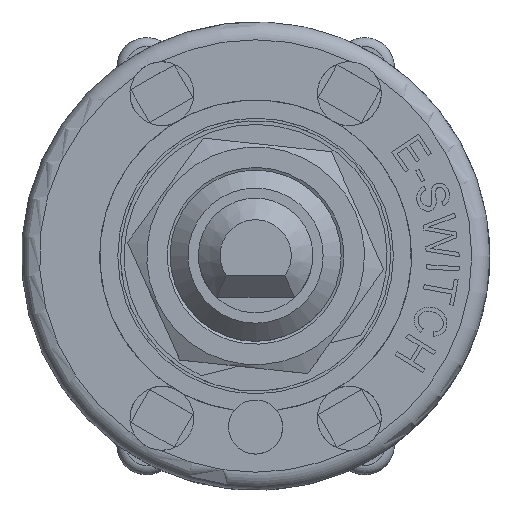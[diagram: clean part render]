
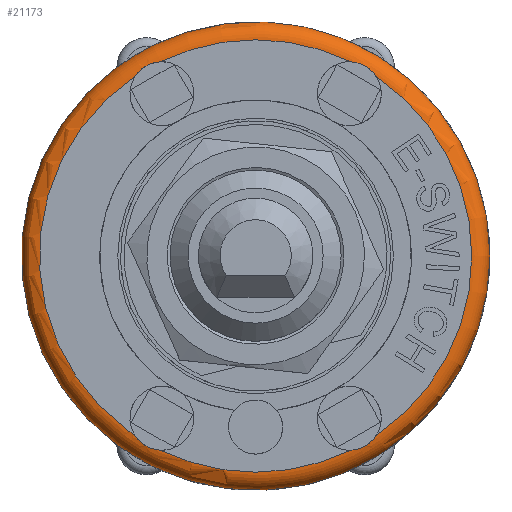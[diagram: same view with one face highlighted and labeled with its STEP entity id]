
A CAD part, top view. The second image highlights one B-rep face of the part: STEP entity #21173.
In plain terms, the highlighted toroidal (fillet/blend) face has major radius 12 mm and minor radius 1 mm.
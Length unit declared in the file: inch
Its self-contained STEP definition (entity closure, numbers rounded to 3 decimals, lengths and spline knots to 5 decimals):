
#20523=CARTESIAN_POINT('',(0.51181,0.0,0.37402));
#20524=VERTEX_POINT('',#20523);
#20525=CARTESIAN_POINT('',(0.0,0.0,0.37402));
#20526=DIRECTION('',(0.0,0.0,1.0));
#20527=DIRECTION('',(-1.0,0.0,0.0));
#20528=AXIS2_PLACEMENT_3D('',#20525,#20526,#20527);
#20529=CIRCLE('',#20528,0.51181);
#20530=EDGE_CURVE('',#20524,#20524,#20529,.T.);
#20773=CARTESIAN_POINT('',(-0.26379,0.39194,0.41339));
#20774=VERTEX_POINT('',#20773);
#20783=CARTESIAN_POINT('',(-0.20753,0.42442,0.41339));
#20784=VERTEX_POINT('',#20783);
#20792=CARTESIAN_POINT('',(-0.26379,0.39194,0.41339));
#20793=CARTESIAN_POINT('',(-0.26063,0.39693,0.41339));
#20794=CARTESIAN_POINT('',(-0.25684,0.40153,0.41318));
#20795=CARTESIAN_POINT('',(-0.25019,0.40776,0.41294));
#20796=CARTESIAN_POINT('',(-0.24774,0.40975,0.41287));
#20797=CARTESIAN_POINT('',(-0.24411,0.41233,0.41281));
#20798=CARTESIAN_POINT('',(-0.24303,0.41306,0.41279));
#20799=CARTESIAN_POINT('',(-0.24115,0.41424,0.41278));
#20800=CARTESIAN_POINT('',(-0.24035,0.41472,0.41278));
#20801=CARTESIAN_POINT('',(-0.23874,0.41565,0.41278));
#20802=CARTESIAN_POINT('',(-0.23791,0.4161,0.41278));
#20803=CARTESIAN_POINT('',(-0.23586,0.41717,0.4128));
#20804=CARTESIAN_POINT('',(-0.23462,0.41777,0.41281));
#20805=CARTESIAN_POINT('',(-0.23029,0.41972,0.41288));
#20806=CARTESIAN_POINT('',(-0.22713,0.42087,0.41296));
#20807=CARTESIAN_POINT('',(-0.2184,0.42336,0.41321));
#20808=CARTESIAN_POINT('',(-0.2129,0.4242,0.41339));
#20809=CARTESIAN_POINT('',(-0.20753,0.42442,0.41339));
#20810=B_SPLINE_CURVE_WITH_KNOTS('',3,(#20792,#20793,#20794,#20795,#20796,#20797,#20798,#20799,#20800,#20801,#20802,#20803,#20804,#20805,#20806,#20807,#20808,#20809),.UNSPECIFIED.,.F.,.U.,(4,2,2,2,2,2,2,2,4),(-0.30321,-0.28459,-0.27477,-0.27072,-0.26786,-0.26495,-0.2607,-0.25033,-0.23279),.UNSPECIFIED.);
#20811=EDGE_CURVE('',#20774,#20784,#20810,.T.);
#20847=CARTESIAN_POINT('',(-0.26379,-0.39194,0.41339));
#20848=VERTEX_POINT('',#20847);
#20858=CARTESIAN_POINT('',(-0.20753,-0.42442,0.41339));
#20859=VERTEX_POINT('',#20858);
#20860=CARTESIAN_POINT('',(-0.20753,-0.42442,0.41339));
#20861=CARTESIAN_POINT('',(-0.21344,-0.42418,0.41339));
#20862=CARTESIAN_POINT('',(-0.21932,-0.42319,0.41318));
#20863=CARTESIAN_POINT('',(-0.22803,-0.42055,0.41294));
#20864=CARTESIAN_POINT('',(-0.23098,-0.41943,0.41287));
#20865=CARTESIAN_POINT('',(-0.23503,-0.41757,0.41281));
#20866=CARTESIAN_POINT('',(-0.2362,-0.417,0.41279));
#20867=CARTESIAN_POINT('',(-0.23817,-0.41596,0.41278));
#20868=CARTESIAN_POINT('',(-0.23898,-0.41551,0.41278));
#20869=CARTESIAN_POINT('',(-0.24059,-0.41458,0.41278));
#20870=CARTESIAN_POINT('',(-0.2414,-0.41409,0.41278));
#20871=CARTESIAN_POINT('',(-0.24335,-0.41285,0.4128));
#20872=CARTESIAN_POINT('',(-0.24449,-0.41207,0.41281));
#20873=CARTESIAN_POINT('',(-0.24834,-0.4093,0.41288));
#20874=CARTESIAN_POINT('',(-0.25092,-0.40713,0.41296));
#20875=CARTESIAN_POINT('',(-0.25744,-0.40082,0.41321));
#20876=CARTESIAN_POINT('',(-0.26092,-0.39648,0.41339));
#20877=CARTESIAN_POINT('',(-0.26379,-0.39194,0.41339));
#20878=B_SPLINE_CURVE_WITH_KNOTS('',3,(#20860,#20861,#20862,#20863,#20864,#20865,#20866,#20867,#20868,#20869,#20870,#20871,#20872,#20873,#20874,#20875,#20876,#20877),.UNSPECIFIED.,.F.,.U.,(4,2,2,2,2,2,2,2,4),(-0.30321,-0.28459,-0.27477,-0.27072,-0.26786,-0.26495,-0.2607,-0.25033,-0.23279),.UNSPECIFIED.);
#20879=EDGE_CURVE('',#20859,#20848,#20878,.T.);
#20947=CARTESIAN_POINT('',(0.20753,-0.42442,0.41339));
#20948=VERTEX_POINT('',#20947);
#20958=CARTESIAN_POINT('',(0.26379,-0.39194,0.41339));
#20959=VERTEX_POINT('',#20958);
#20960=CARTESIAN_POINT('',(0.26379,-0.39194,0.41339));
#20961=CARTESIAN_POINT('',(0.26063,-0.39693,0.41339));
#20962=CARTESIAN_POINT('',(0.25684,-0.40153,0.41318));
#20963=CARTESIAN_POINT('',(0.25019,-0.40776,0.41294));
#20964=CARTESIAN_POINT('',(0.24774,-0.40975,0.41287));
#20965=CARTESIAN_POINT('',(0.24411,-0.41233,0.41281));
#20966=CARTESIAN_POINT('',(0.24303,-0.41306,0.41279));
#20967=CARTESIAN_POINT('',(0.24115,-0.41424,0.41278));
#20968=CARTESIAN_POINT('',(0.24035,-0.41472,0.41278));
#20969=CARTESIAN_POINT('',(0.23874,-0.41565,0.41278));
#20970=CARTESIAN_POINT('',(0.23791,-0.4161,0.41278));
#20971=CARTESIAN_POINT('',(0.23586,-0.41717,0.4128));
#20972=CARTESIAN_POINT('',(0.23462,-0.41777,0.41281));
#20973=CARTESIAN_POINT('',(0.23029,-0.41972,0.41288));
#20974=CARTESIAN_POINT('',(0.22713,-0.42087,0.41296));
#20975=CARTESIAN_POINT('',(0.2184,-0.42336,0.41321));
#20976=CARTESIAN_POINT('',(0.2129,-0.4242,0.41339));
#20977=CARTESIAN_POINT('',(0.20753,-0.42442,0.41339));
#20978=B_SPLINE_CURVE_WITH_KNOTS('',3,(#20960,#20961,#20962,#20963,#20964,#20965,#20966,#20967,#20968,#20969,#20970,#20971,#20972,#20973,#20974,#20975,#20976,#20977),.UNSPECIFIED.,.F.,.U.,(4,2,2,2,2,2,2,2,4),(-0.30321,-0.28459,-0.27477,-0.27072,-0.26786,-0.26495,-0.2607,-0.25033,-0.23279),.UNSPECIFIED.);
#20979=EDGE_CURVE('',#20959,#20948,#20978,.T.);
#21073=CARTESIAN_POINT('',(0.20753,0.42442,0.41339));
#21074=VERTEX_POINT('',#21073);
#21083=CARTESIAN_POINT('',(0.26379,0.39194,0.41339));
#21084=VERTEX_POINT('',#21083);
#21092=CARTESIAN_POINT('',(0.20753,0.42442,0.41339));
#21093=CARTESIAN_POINT('',(0.21344,0.42418,0.41339));
#21094=CARTESIAN_POINT('',(0.21932,0.42319,0.41318));
#21095=CARTESIAN_POINT('',(0.22803,0.42055,0.41294));
#21096=CARTESIAN_POINT('',(0.23098,0.41943,0.41287));
#21097=CARTESIAN_POINT('',(0.23503,0.41757,0.41281));
#21098=CARTESIAN_POINT('',(0.2362,0.417,0.41279));
#21099=CARTESIAN_POINT('',(0.23817,0.41596,0.41278));
#21100=CARTESIAN_POINT('',(0.23898,0.41551,0.41278));
#21101=CARTESIAN_POINT('',(0.24059,0.41458,0.41278));
#21102=CARTESIAN_POINT('',(0.2414,0.41409,0.41278));
#21103=CARTESIAN_POINT('',(0.24335,0.41285,0.4128));
#21104=CARTESIAN_POINT('',(0.24449,0.41207,0.41281));
#21105=CARTESIAN_POINT('',(0.24834,0.4093,0.41288));
#21106=CARTESIAN_POINT('',(0.25092,0.40713,0.41296));
#21107=CARTESIAN_POINT('',(0.25744,0.40082,0.41321));
#21108=CARTESIAN_POINT('',(0.26092,0.39648,0.41339));
#21109=CARTESIAN_POINT('',(0.26379,0.39194,0.41339));
#21110=B_SPLINE_CURVE_WITH_KNOTS('',3,(#21092,#21093,#21094,#21095,#21096,#21097,#21098,#21099,#21100,#21101,#21102,#21103,#21104,#21105,#21106,#21107,#21108,#21109),.UNSPECIFIED.,.F.,.U.,(4,2,2,2,2,2,2,2,4),(-0.30321,-0.28459,-0.27477,-0.27072,-0.26786,-0.26495,-0.2607,-0.25033,-0.23279),.UNSPECIFIED.);
#21111=EDGE_CURVE('',#21074,#21084,#21110,.T.);
#21131=CARTESIAN_POINT('',(0.0,0.0,0.37402));
#21132=DIRECTION('',(0.0,0.0,-1.0));
#21133=DIRECTION('',(-1.0,0.0,0.0));
#21134=AXIS2_PLACEMENT_3D('',#21131,#21132,#21133);
#21135=TOROIDAL_SURFACE('',#21134,0.47244,0.03937);
#21136=ORIENTED_EDGE('',*,*,#20530,.T.);
#21137=EDGE_LOOP('',(#21136));
#21138=FACE_OUTER_BOUND('',#21137,.T.);
#21139=CARTESIAN_POINT('',(0.0,0.0,0.41339));
#21140=DIRECTION('',(0.0,0.0,-1.0));
#21141=DIRECTION('',(-1.0,0.0,0.0));
#21142=AXIS2_PLACEMENT_3D('',#21139,#21140,#21141);
#21143=CIRCLE('',#21142,0.47244);
#21144=EDGE_CURVE('',#20848,#20774,#21143,.T.);
#21145=ORIENTED_EDGE('',*,*,#21144,.T.);
#21146=ORIENTED_EDGE('',*,*,#20811,.T.);
#21147=CARTESIAN_POINT('',(0.0,0.0,0.41339));
#21148=DIRECTION('',(0.0,0.0,-1.0));
#21149=DIRECTION('',(-1.0,0.0,0.0));
#21150=AXIS2_PLACEMENT_3D('',#21147,#21148,#21149);
#21151=CIRCLE('',#21150,0.47244);
#21152=EDGE_CURVE('',#20784,#21074,#21151,.T.);
#21153=ORIENTED_EDGE('',*,*,#21152,.T.);
#21154=ORIENTED_EDGE('',*,*,#21111,.T.);
#21155=CARTESIAN_POINT('',(0.0,0.0,0.41339));
#21156=DIRECTION('',(0.0,0.0,-1.0));
#21157=DIRECTION('',(-1.0,0.0,0.0));
#21158=AXIS2_PLACEMENT_3D('',#21155,#21156,#21157);
#21159=CIRCLE('',#21158,0.47244);
#21160=EDGE_CURVE('',#21084,#20959,#21159,.T.);
#21161=ORIENTED_EDGE('',*,*,#21160,.T.);
#21162=ORIENTED_EDGE('',*,*,#20979,.T.);
#21163=CARTESIAN_POINT('',(0.0,0.0,0.41339));
#21164=DIRECTION('',(0.0,0.0,-1.0));
#21165=DIRECTION('',(-1.0,0.0,0.0));
#21166=AXIS2_PLACEMENT_3D('',#21163,#21164,#21165);
#21167=CIRCLE('',#21166,0.47244);
#21168=EDGE_CURVE('',#20948,#20859,#21167,.T.);
#21169=ORIENTED_EDGE('',*,*,#21168,.T.);
#21170=ORIENTED_EDGE('',*,*,#20879,.T.);
#21171=EDGE_LOOP('',(#21145,#21146,#21153,#21154,#21161,#21162,#21169,#21170));
#21172=FACE_BOUND('',#21171,.T.);
#21173=ADVANCED_FACE('',(#21138,#21172),#21135,.T.);
